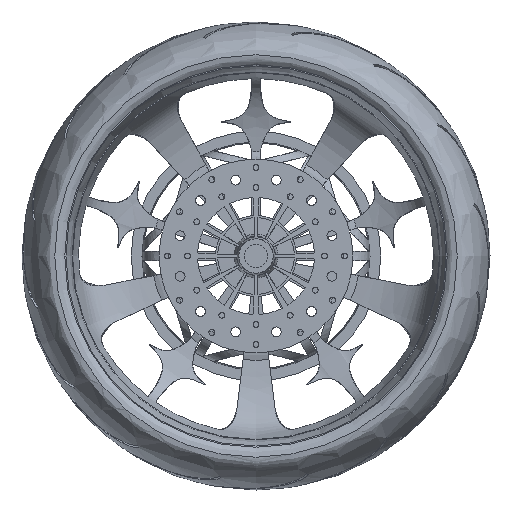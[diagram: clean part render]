
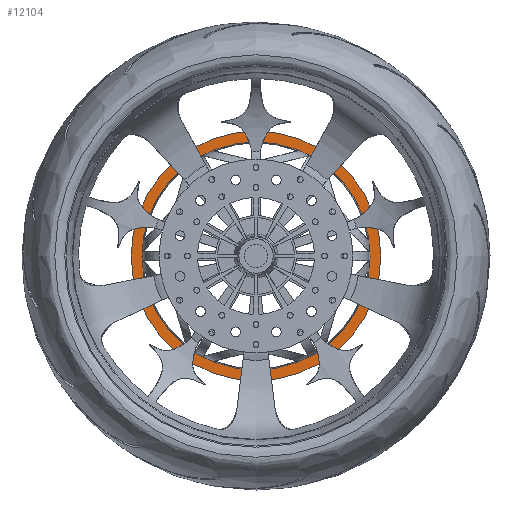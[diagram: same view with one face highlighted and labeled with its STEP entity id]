
A CAD part, left-side view. The second image highlights one B-rep face of the part: STEP entity #12104.
In plain terms, the highlighted planar face has unit normal (-1, 0, 0).
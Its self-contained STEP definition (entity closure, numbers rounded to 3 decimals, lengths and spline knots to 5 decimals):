
#1798=PLANE('',#14910);
#1853=CIRCLE('',#13903,0.14619);
#2436=CIRCLE('',#14909,0.16);
#5644=ORIENTED_EDGE('',*,*,#5942,.F.);
#5645=ORIENTED_EDGE('',*,*,#7617,.T.);
#5942=EDGE_CURVE('',#7687,#7687,#1853,.T.);
#7617=EDGE_CURVE('',#8870,#8870,#2436,.T.);
#7687=VERTEX_POINT('',#18726);
#8870=VERTEX_POINT('',#43763);
#10219=EDGE_LOOP('',(#5644));
#10220=EDGE_LOOP('',(#5645));
#11143=FACE_BOUND('',#10219,.T.);
#11144=FACE_BOUND('',#10220,.T.);
#12104=ADVANCED_FACE('',(#11143,#11144),#1798,.F.);
#13903=AXIS2_PLACEMENT_3D('',#18725,#14977,#14978);
#14909=AXIS2_PLACEMENT_3D('',#43762,#17609,#17610);
#14910=AXIS2_PLACEMENT_3D('',#43764,#17611,#17612);
#14977=DIRECTION('',(-1.,0.,0.));
#14978=DIRECTION('',(0.,0.,1.));
#17609=DIRECTION('',(-1.,0.,0.));
#17610=DIRECTION('',(0.,0.,1.));
#17611=DIRECTION('',(1.,0.,0.));
#17612=DIRECTION('',(0.,0.,-1.));
#18725=CARTESIAN_POINT('',(0.16,0.,0.));
#18726=CARTESIAN_POINT('',(0.16,0.,0.14619));
#43762=CARTESIAN_POINT('',(0.16,0.,0.));
#43763=CARTESIAN_POINT('',(0.16,0.,0.16));
#43764=CARTESIAN_POINT('',(0.16,0.,0.155));
